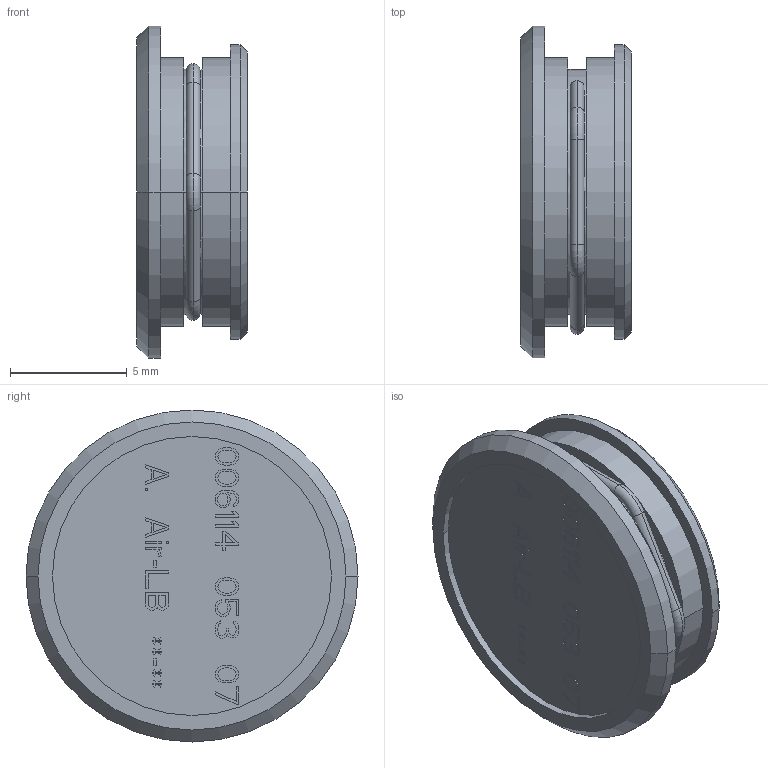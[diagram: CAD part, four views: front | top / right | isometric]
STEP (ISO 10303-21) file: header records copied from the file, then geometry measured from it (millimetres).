
FILE_DESCRIPTION((''),'2;1');
FILE_NAME('00611405318','2019-10-31T',('presta_be4'),(''),'CREO PARAMETRIC BY PTC INC, 2018360','CREO PARAMETRIC BY PTC INC, 2018360','');
FILE_SCHEMA(('CONFIG_CONTROL_DESIGN'));
Length unit declared in the file: millimetre
Products named in the file (1): 00611405318
Bounding box: 4.75 x 14.23 x 14.23 mm (x, y, z)
Volume: 345.5 mm3; surface area: 636 mm2
Topology: 1 solids, 1 shells, 628 faces, 1742 edges, 1151 vertices
Faces by surface type: plane 584, cylinder 26, torus 10, cone 8
Entity records: 20384 total; most frequent: CARTESIAN_POINT 4213, ORIENTED_EDGE 3480, DIRECTION 3052, EDGE_CURVE 1740, VECTOR 1660, LINE 1660, VERTEX_POINT 1151, AXIS2_PLACEMENT_3D 696
